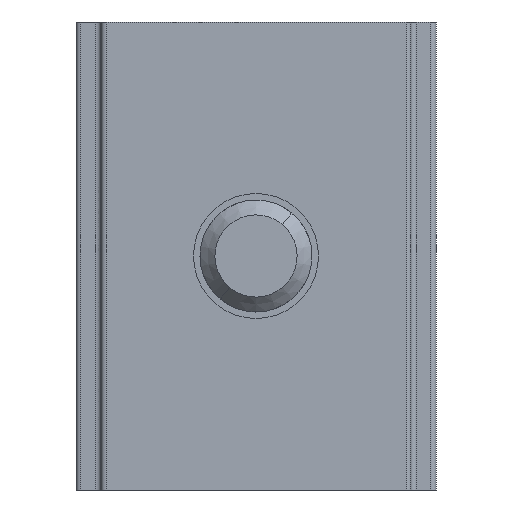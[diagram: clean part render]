
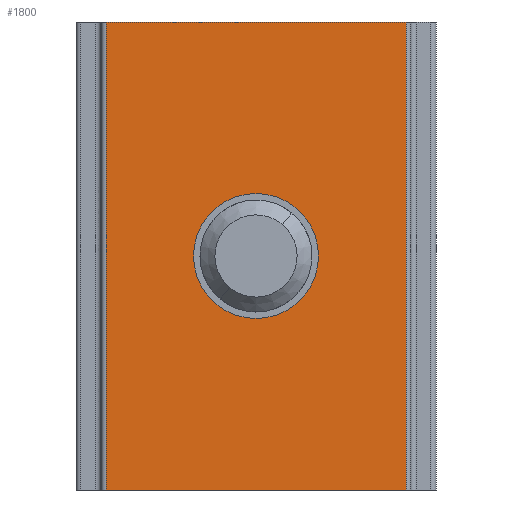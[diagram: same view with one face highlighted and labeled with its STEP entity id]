
A CAD part, front view. The second image highlights one B-rep face of the part: STEP entity #1800.
In plain terms, the highlighted planar face has unit normal (0, -1, 0).
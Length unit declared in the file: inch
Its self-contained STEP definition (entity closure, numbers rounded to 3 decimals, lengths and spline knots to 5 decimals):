
#4 = ORIENTED_EDGE ( 'NONE', *, *, #411, .F. ) ;
#7 = CARTESIAN_POINT ( 'NONE',  ( 0.15, 0., 0.234 ) ) ;
#9 = AXIS2_PLACEMENT_3D ( 'NONE', #2560, #1207, #2778 ) ;
#27 = EDGE_LOOP ( 'NONE', ( #1988, #69, #4, #97 ) ) ;
#69 = ORIENTED_EDGE ( 'NONE', *, *, #1820, .F. ) ;
#84 = VECTOR ( 'NONE', #463, 39.37008 ) ;
#97 = ORIENTED_EDGE ( 'NONE', *, *, #2562, .T. ) ;
#98 = LINE ( 'NONE', #1280, #2430 ) ;
#153 = FACE_OUTER_BOUND ( 'NONE', #27, .T. ) ;
#181 = VECTOR ( 'NONE', #1602, 39.37008 ) ;
#261 = VERTEX_POINT ( 'NONE', #422 ) ;
#411 = EDGE_CURVE ( 'NONE', #2371, #1169, #1378, .T. ) ;
#422 = CARTESIAN_POINT ( 'NONE',  ( 0.15, 0., -0.234 ) ) ;
#463 = DIRECTION ( 'NONE',  ( 0., 0., -1. ) ) ;
#487 = CARTESIAN_POINT ( 'NONE',  ( 0., 0., 0.0625 ) ) ;
#557 = AXIS2_PLACEMENT_3D ( 'NONE', #1346, #2694, #2244 ) ;
#588 = EDGE_CURVE ( 'NONE', #2385, #1490, #949, .T. ) ;
#669 = DIRECTION ( 'NONE',  ( 0., 1., 0. ) ) ;
#681 = CARTESIAN_POINT ( 'NONE',  ( -0.15, 0., 0.234 ) ) ;
#692 = LINE ( 'NONE', #7, #84 ) ;
#761 = FACE_BOUND ( 'NONE', #1159, .T. ) ;
#823 = DIRECTION ( 'NONE',  ( 0., 0., -1. ) ) ;
#895 = EDGE_CURVE ( 'NONE', #1490, #2385, #1375, .T. ) ;
#930 = AXIS2_PLACEMENT_3D ( 'NONE', #681, #669, #1589 ) ;
#949 = CIRCLE ( 'NONE', #9, 0.0625 ) ;
#971 = CARTESIAN_POINT ( 'NONE',  ( -0.15, 0., -0.234 ) ) ;
#1110 = PLANE ( 'NONE',  #930 ) ;
#1159 = EDGE_LOOP ( 'NONE', ( #2472, #2305 ) ) ;
#1169 = VERTEX_POINT ( 'NONE', #2052 ) ;
#1207 = DIRECTION ( 'NONE',  ( 0., -1., 0. ) ) ;
#1280 = CARTESIAN_POINT ( 'NONE',  ( -0.15, 0., 0.234 ) ) ;
#1346 = CARTESIAN_POINT ( 'NONE',  ( 0., 0., 0. ) ) ;
#1375 = CIRCLE ( 'NONE', #557, 0.0625 ) ;
#1378 = LINE ( 'NONE', #1750, #181 ) ;
#1490 = VERTEX_POINT ( 'NONE', #2374 ) ;
#1541 = VECTOR ( 'NONE', #2334, 39.37008 ) ;
#1589 = DIRECTION ( 'NONE',  ( 0., 0., 1. ) ) ;
#1602 = DIRECTION ( 'NONE',  ( 1., 0., 0. ) ) ;
#1609 = CARTESIAN_POINT ( 'NONE',  ( -0.15, 0., 0.234 ) ) ;
#1621 = LINE ( 'NONE', #971, #1541 ) ;
#1750 = CARTESIAN_POINT ( 'NONE',  ( -0.15, 0., 0.234 ) ) ;
#1800 = ADVANCED_FACE ( 'NONE', ( #153, #761 ), #1110, .F. ) ;
#1820 = EDGE_CURVE ( 'NONE', #1169, #261, #692, .T. ) ;
#1829 = CARTESIAN_POINT ( 'NONE',  ( -0.15, 0., -0.234 ) ) ;
#1873 = VERTEX_POINT ( 'NONE', #1829 ) ;
#1988 = ORIENTED_EDGE ( 'NONE', *, *, #2226, .T. ) ;
#2052 = CARTESIAN_POINT ( 'NONE',  ( 0.15, 0., 0.234 ) ) ;
#2226 = EDGE_CURVE ( 'NONE', #1873, #261, #1621, .T. ) ;
#2244 = DIRECTION ( 'NONE',  ( 0., 0., 1. ) ) ;
#2305 = ORIENTED_EDGE ( 'NONE', *, *, #895, .F. ) ;
#2334 = DIRECTION ( 'NONE',  ( 1., 0., 0. ) ) ;
#2371 = VERTEX_POINT ( 'NONE', #1609 ) ;
#2374 = CARTESIAN_POINT ( 'NONE',  ( 0., 0., -0.0625 ) ) ;
#2385 = VERTEX_POINT ( 'NONE', #487 ) ;
#2430 = VECTOR ( 'NONE', #823, 39.37008 ) ;
#2472 = ORIENTED_EDGE ( 'NONE', *, *, #588, .F. ) ;
#2560 = CARTESIAN_POINT ( 'NONE',  ( 0., 0., 0. ) ) ;
#2562 = EDGE_CURVE ( 'NONE', #2371, #1873, #98, .T. ) ;
#2694 = DIRECTION ( 'NONE',  ( 0., -1., 0. ) ) ;
#2778 = DIRECTION ( 'NONE',  ( 0., 0., 1. ) ) ;
